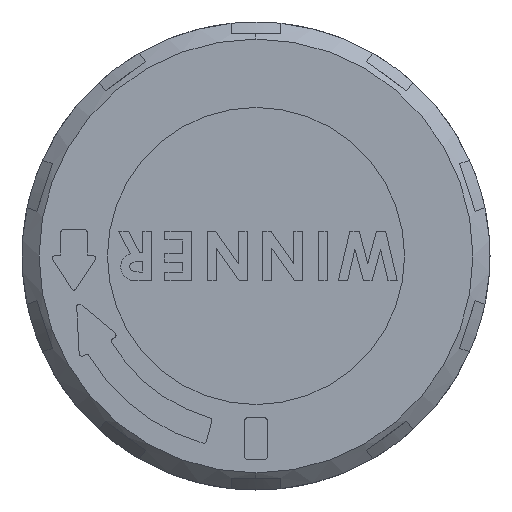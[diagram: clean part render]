
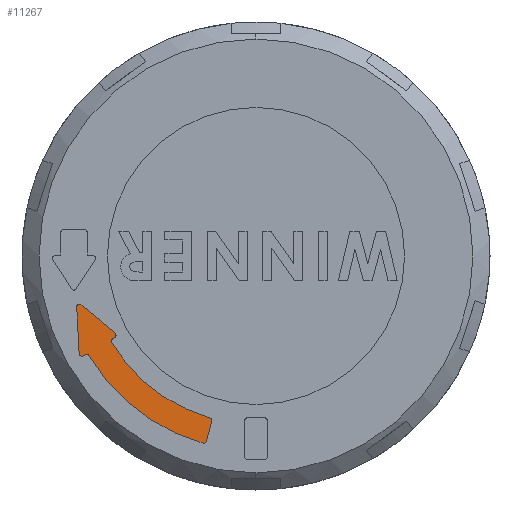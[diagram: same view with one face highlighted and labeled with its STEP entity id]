
A CAD part, left-side view. The second image highlights one B-rep face of the part: STEP entity #11267.
In plain terms, the highlighted planar face has unit normal (-1, 0, 0).
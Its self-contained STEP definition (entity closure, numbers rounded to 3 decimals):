
#42 = DIRECTION ( 'NONE',  ( 0., 0., 1. ) ) ;
#50 = VECTOR ( 'NONE', #11474, 1000. ) ;
#69 = CARTESIAN_POINT ( 'NONE',  ( -47.16, 13.441, -3.854 ) ) ;
#108 = CARTESIAN_POINT ( 'NONE',  ( -47.16, 13.254, -7.621 ) ) ;
#308 = DIRECTION ( 'NONE',  ( 0., 0., 1. ) ) ;
#341 = DIRECTION ( 'NONE',  ( 1., 0., 0. ) ) ;
#374 = CARTESIAN_POINT ( 'NONE',  ( -47.16, 12.717, -7.57 ) ) ;
#424 = ORIENTED_EDGE ( 'NONE', *, *, #2572, .T. ) ;
#443 = EDGE_CURVE ( 'NONE', #826, #12922, #12612, .T. ) ;
#463 = ORIENTED_EDGE ( 'NONE', *, *, #8364, .T. ) ;
#510 = ORIENTED_EDGE ( 'NONE', *, *, #12095, .T. ) ;
#522 = AXIS2_PLACEMENT_3D ( 'NONE', #9146, #13475, #2618 ) ;
#675 = ORIENTED_EDGE ( 'NONE', *, *, #1781, .T. ) ;
#819 = DIRECTION ( 'NONE',  ( -1., 0., 0. ) ) ;
#826 = VERTEX_POINT ( 'NONE', #5392 ) ;
#1092 = CIRCLE ( 'NONE', #10332, 0.2 ) ;
#1222 = ORIENTED_EDGE ( 'NONE', *, *, #1966, .T. ) ;
#1350 = ORIENTED_EDGE ( 'NONE', *, *, #8013, .T. ) ;
#1398 = CARTESIAN_POINT ( 'NONE',  ( -47.16, 10.811, -6.472 ) ) ;
#1415 = DIRECTION ( 'NONE',  ( 0., 0.766, 0.643 ) ) ;
#1781 = EDGE_CURVE ( 'NONE', #12463, #5666, #2515, .T. ) ;
#1914 = DIRECTION ( 'NONE',  ( 0., 0., -1. ) ) ;
#1966 = EDGE_CURVE ( 'NONE', #10920, #2575, #5278, .T. ) ;
#2020 = DIRECTION ( 'NONE',  ( 0., 0., -1. ) ) ;
#2046 = DIRECTION ( 'NONE',  ( 0., -0.052, -0.999 ) ) ;
#2119 = FACE_OUTER_BOUND ( 'NONE', #10451, .T. ) ;
#2217 = DIRECTION ( 'NONE',  ( -1., 0., 0. ) ) ;
#2475 = ORIENTED_EDGE ( 'NONE', *, *, #5416, .T. ) ;
#2490 = CIRCLE ( 'NONE', #3097, 0.2 ) ;
#2515 = CIRCLE ( 'NONE', #14146, 0.2 ) ;
#2572 = EDGE_CURVE ( 'NONE', #9239, #2930, #4554, .T. ) ;
#2575 = VERTEX_POINT ( 'NONE', #13067 ) ;
#2618 = DIRECTION ( 'NONE',  ( 0., 0., -1. ) ) ;
#2734 = VERTEX_POINT ( 'NONE', #10392 ) ;
#2930 = VERTEX_POINT ( 'NONE', #7213 ) ;
#3097 = AXIS2_PLACEMENT_3D ( 'NONE', #1398, #341, #9233 ) ;
#3120 = EDGE_CURVE ( 'NONE', #4622, #10355, #8901, .T. ) ;
#3133 = CARTESIAN_POINT ( 'NONE',  ( -47.16, 13.254, -7.421 ) ) ;
#3298 = CARTESIAN_POINT ( 'NONE',  ( -47.16, 3.972, -14.049 ) ) ;
#3407 = CARTESIAN_POINT ( 'NONE',  ( -47.16, 13.64, -3.864 ) ) ;
#3567 = CARTESIAN_POINT ( 'NONE',  ( -47.16, 3.972, -14.049 ) ) ;
#3951 = VERTEX_POINT ( 'NONE', #7292 ) ;
#4000 = VECTOR ( 'NONE', #1415, 1000. ) ;
#4113 = DIRECTION ( 'NONE',  ( 0., 0., -1. ) ) ;
#4164 = VERTEX_POINT ( 'NONE', #9749 ) ;
#4260 = DIRECTION ( 'NONE',  ( -1., 0., 0. ) ) ;
#4354 = LINE ( 'NONE', #8463, #7263 ) ;
#4554 = CIRCLE ( 'NONE', #5619, 0.2 ) ;
#4622 = VERTEX_POINT ( 'NONE', #11994 ) ;
#4757 = EDGE_CURVE ( 'NONE', #2575, #9239, #8979, .T. ) ;
#4817 = DIRECTION ( 'NONE',  ( -1., 0., 0. ) ) ;
#4998 = DIRECTION ( 'NONE',  ( -1., 0., 0. ) ) ;
#5136 = DIRECTION ( 'NONE',  ( 0., -0.259, 0.966 ) ) ;
#5278 = CIRCLE ( 'NONE', #9265, 14.8 ) ;
#5392 = CARTESIAN_POINT ( 'NONE',  ( -47.16, 3.503, -12.311 ) ) ;
#5416 = EDGE_CURVE ( 'NONE', #9003, #10920, #1092, .T. ) ;
#5449 = DIRECTION ( 'NONE',  ( 0., -0.866, 0.5 ) ) ;
#5510 = CARTESIAN_POINT ( 'NONE',  ( -47.16, 10.718, -5.878 ) ) ;
#5606 = VECTOR ( 'NONE', #5136, 1000. ) ;
#5619 = AXIS2_PLACEMENT_3D ( 'NONE', #3298, #13111, #42 ) ;
#5666 = VERTEX_POINT ( 'NONE', #12931 ) ;
#5748 = DIRECTION ( 'NONE',  ( -1., 0., 0. ) ) ;
#5776 = CIRCLE ( 'NONE', #6376, 0.2 ) ;
#5877 = AXIS2_PLACEMENT_3D ( 'NONE', #6455, #819, #1914 ) ;
#5903 = AXIS2_PLACEMENT_3D ( 'NONE', #7816, #5748, #9994 ) ;
#5949 = LINE ( 'NONE', #9563, #5606 ) ;
#6238 = CARTESIAN_POINT ( 'NONE',  ( -47.16, 10.846, -6.031 ) ) ;
#6307 = ORIENTED_EDGE ( 'NONE', *, *, #8815, .T. ) ;
#6376 = AXIS2_PLACEMENT_3D ( 'NONE', #6238, #4998, #9380 ) ;
#6455 = CARTESIAN_POINT ( 'NONE',  ( -47.16, 3.557, -12.504 ) ) ;
#6508 = DIRECTION ( 'NONE',  ( -1., 0., 0. ) ) ;
#6585 = EDGE_CURVE ( 'NONE', #5666, #9003, #10121, .T. ) ;
#6622 = ORIENTED_EDGE ( 'NONE', *, *, #4757, .T. ) ;
#6953 = VECTOR ( 'NONE', #5449, 1000. ) ;
#7012 = CARTESIAN_POINT ( 'NONE',  ( -47.16, 10.982, -6.575 ) ) ;
#7049 = ORIENTED_EDGE ( 'NONE', *, *, #11052, .T. ) ;
#7069 = DIRECTION ( 'NONE',  ( 0., 0., 1. ) ) ;
#7123 = ORIENTED_EDGE ( 'NONE', *, *, #13302, .T. ) ;
#7213 = CARTESIAN_POINT ( 'NONE',  ( -47.16, 3.778, -14.101 ) ) ;
#7263 = VECTOR ( 'NONE', #2046, 1000. ) ;
#7292 = CARTESIAN_POINT ( 'NONE',  ( -47.16, 10.746, -6.204 ) ) ;
#7365 = EDGE_CURVE ( 'NONE', #2734, #4622, #8070, .T. ) ;
#7559 = ORIENTED_EDGE ( 'NONE', *, *, #443, .T. ) ;
#7706 = DIRECTION ( 'NONE',  ( 0., 0., -1. ) ) ;
#7813 = DIRECTION ( 'NONE',  ( 0., 0., 1. ) ) ;
#7816 = CARTESIAN_POINT ( 'NONE',  ( -47.16, 3.972, -14.049 ) ) ;
#7987 = CIRCLE ( 'NONE', #13645, 0.2 ) ;
#8013 = EDGE_CURVE ( 'NONE', #2930, #4164, #5949, .T. ) ;
#8070 = LINE ( 'NONE', #5510, #4000 ) ;
#8364 = EDGE_CURVE ( 'NONE', #4164, #826, #13611, .T. ) ;
#8463 = CARTESIAN_POINT ( 'NONE',  ( -47.16, 13.453, -7.432 ) ) ;
#8586 = CARTESIAN_POINT ( 'NONE',  ( -47.16, 3.972, -14.249 ) ) ;
#8700 = EDGE_CURVE ( 'NONE', #12845, #12463, #7987, .T. ) ;
#8755 = AXIS2_PLACEMENT_3D ( 'NONE', #3567, #4817, #308 ) ;
#8815 = EDGE_CURVE ( 'NONE', #12720, #3951, #11213, .T. ) ;
#8868 = CARTESIAN_POINT ( 'NONE',  ( -47.16, 10.911, -6.299 ) ) ;
#8901 = CIRCLE ( 'NONE', #14103, 0.2 ) ;
#8979 = CIRCLE ( 'NONE', #5903, 0.2 ) ;
#9003 = VERTEX_POINT ( 'NONE', #12514 ) ;
#9102 = PLANE ( 'NONE',  #8755 ) ;
#9146 = CARTESIAN_POINT ( 'NONE',  ( -47.16, 0., 0. ) ) ;
#9208 = CARTESIAN_POINT ( 'NONE',  ( -47.16, 12.889, -7.673 ) ) ;
#9233 = DIRECTION ( 'NONE',  ( 0., 0., -1. ) ) ;
#9239 = VERTEX_POINT ( 'NONE', #8586 ) ;
#9265 = AXIS2_PLACEMENT_3D ( 'NONE', #10942, #6508, #7706 ) ;
#9284 = ORIENTED_EDGE ( 'NONE', *, *, #3120, .T. ) ;
#9380 = DIRECTION ( 'NONE',  ( 0., 0., 1. ) ) ;
#9563 = CARTESIAN_POINT ( 'NONE',  ( -47.16, 3.364, -12.556 ) ) ;
#9573 = DIRECTION ( 'NONE',  ( -1., 0., 0. ) ) ;
#9749 = CARTESIAN_POINT ( 'NONE',  ( -47.16, 3.364, -12.556 ) ) ;
#9994 = DIRECTION ( 'NONE',  ( 0., 0., 1. ) ) ;
#10121 = LINE ( 'NONE', #12718, #50 ) ;
#10209 = DIRECTION ( 'NONE',  ( 1., 0., 0. ) ) ;
#10315 = CARTESIAN_POINT ( 'NONE',  ( -47.16, 10.911, -6.299 ) ) ;
#10332 = AXIS2_PLACEMENT_3D ( 'NONE', #9208, #10209, #7069 ) ;
#10355 = VERTEX_POINT ( 'NONE', #3407 ) ;
#10392 = CARTESIAN_POINT ( 'NONE',  ( -47.16, 10.718, -5.878 ) ) ;
#10451 = EDGE_LOOP ( 'NONE', ( #6622, #424, #1350, #463, #7559, #7123, #6307, #510, #12828, #9284, #7049, #12371, #675, #14149, #2475, #1222 ) ) ;
#10920 = VERTEX_POINT ( 'NONE', #374 ) ;
#10942 = CARTESIAN_POINT ( 'NONE',  ( -47.16, 0., 0. ) ) ;
#11052 = EDGE_CURVE ( 'NONE', #10355, #12845, #4354, .T. ) ;
#11213 = LINE ( 'NONE', #8868, #6953 ) ;
#11267 = ADVANCED_FACE ( 'NONE', ( #2119 ), #9102, .T. ) ;
#11474 = DIRECTION ( 'NONE',  ( 0., -0.866, 0.5 ) ) ;
#11551 = CARTESIAN_POINT ( 'NONE',  ( -47.16, 13.453, -7.432 ) ) ;
#11994 = CARTESIAN_POINT ( 'NONE',  ( -47.16, 13.312, -3.701 ) ) ;
#12095 = EDGE_CURVE ( 'NONE', #3951, #2734, #5776, .T. ) ;
#12371 = ORIENTED_EDGE ( 'NONE', *, *, #8700, .T. ) ;
#12463 = VERTEX_POINT ( 'NONE', #108 ) ;
#12514 = CARTESIAN_POINT ( 'NONE',  ( -47.16, 12.989, -7.499 ) ) ;
#12612 = CIRCLE ( 'NONE', #522, 12.8 ) ;
#12718 = CARTESIAN_POINT ( 'NONE',  ( -47.16, 12.989, -7.499 ) ) ;
#12720 = VERTEX_POINT ( 'NONE', #10315 ) ;
#12828 = ORIENTED_EDGE ( 'NONE', *, *, #7365, .T. ) ;
#12845 = VERTEX_POINT ( 'NONE', #11551 ) ;
#12922 = VERTEX_POINT ( 'NONE', #7012 ) ;
#12931 = CARTESIAN_POINT ( 'NONE',  ( -47.16, 13.154, -7.594 ) ) ;
#12972 = CARTESIAN_POINT ( 'NONE',  ( -47.16, 13.254, -7.421 ) ) ;
#13067 = CARTESIAN_POINT ( 'NONE',  ( -47.16, 4.026, -14.242 ) ) ;
#13111 = DIRECTION ( 'NONE',  ( -1., 0., 0. ) ) ;
#13302 = EDGE_CURVE ( 'NONE', #12922, #12720, #2490, .T. ) ;
#13475 = DIRECTION ( 'NONE',  ( 1., 0., 0. ) ) ;
#13611 = CIRCLE ( 'NONE', #5877, 0.2 ) ;
#13645 = AXIS2_PLACEMENT_3D ( 'NONE', #12972, #4260, #4113 ) ;
#14103 = AXIS2_PLACEMENT_3D ( 'NONE', #69, #2217, #7813 ) ;
#14146 = AXIS2_PLACEMENT_3D ( 'NONE', #3133, #9573, #2020 ) ;
#14149 = ORIENTED_EDGE ( 'NONE', *, *, #6585, .T. ) ;
